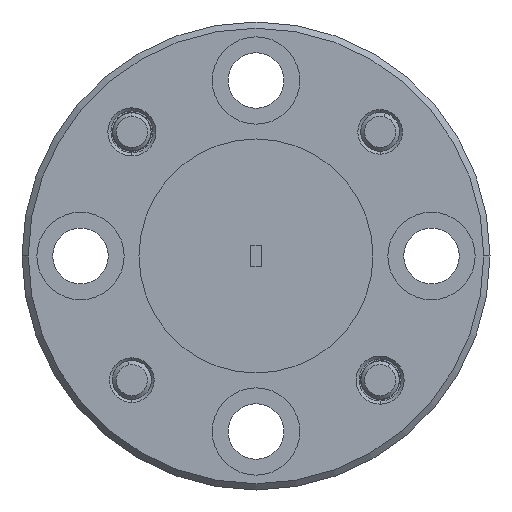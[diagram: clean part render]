
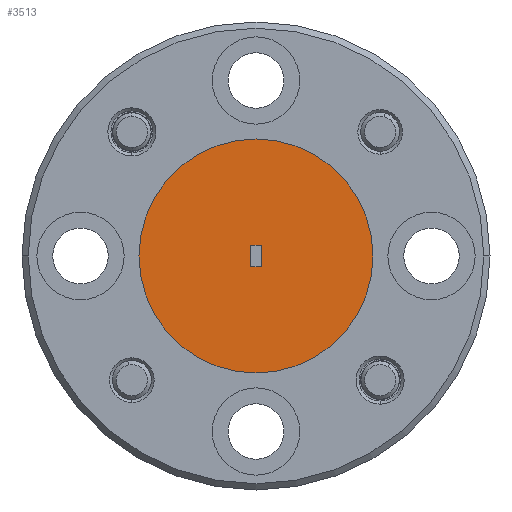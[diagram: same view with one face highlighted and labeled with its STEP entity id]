
A CAD part, left-side view. The second image highlights one B-rep face of the part: STEP entity #3513.
In plain terms, the highlighted planar face has unit normal (-1, 0, 0).
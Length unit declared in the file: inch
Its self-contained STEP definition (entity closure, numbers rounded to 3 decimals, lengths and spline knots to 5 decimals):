
#8 = VECTOR ( 'NONE', #1523, 39.37008 ) ;
#129 = VERTEX_POINT ( 'NONE', #1770 ) ;
#193 = ORIENTED_EDGE ( 'NONE', *, *, #2179, .T. ) ;
#231 = EDGE_CURVE ( 'NONE', #516, #1569, #2810, .T. ) ;
#257 = EDGE_CURVE ( 'NONE', #129, #516, #1567, .T. ) ;
#274 = DIRECTION ( 'NONE',  ( 0., 1., 0. ) ) ;
#280 = CIRCLE ( 'NONE', #2794, 0.1875 ) ;
#349 = DIRECTION ( 'NONE',  ( 0., 0., 1. ) ) ;
#410 = VECTOR ( 'NONE', #274, 39.37008 ) ;
#449 = DIRECTION ( 'NONE',  ( 0., -1., 0. ) ) ;
#481 = EDGE_CURVE ( 'NONE', #1268, #915, #280, .T. ) ;
#516 = VERTEX_POINT ( 'NONE', #1074 ) ;
#568 = VECTOR ( 'NONE', #3882, 39.37008 ) ;
#644 = CARTESIAN_POINT ( 'NONE',  ( -0.41391, 1.17456, -0.34372 ) ) ;
#810 = CARTESIAN_POINT ( 'NONE',  ( -0.41391, 0.97856, -0.32672 ) ) ;
#855 = ORIENTED_EDGE ( 'NONE', *, *, #231, .T. ) ;
#874 = VECTOR ( 'NONE', #349, 39.37008 ) ;
#915 = VERTEX_POINT ( 'NONE', #1771 ) ;
#998 = EDGE_LOOP ( 'NONE', ( #2323, #855, #3213, #193 ) ) ;
#1074 = CARTESIAN_POINT ( 'NONE',  ( -0.41391, 0.97856, -0.32672 ) ) ;
#1144 = PLANE ( 'NONE',  #3756 ) ;
#1268 = VERTEX_POINT ( 'NONE', #644 ) ;
#1446 = CARTESIAN_POINT ( 'NONE',  ( -0.41391, 0.99556, -0.36072 ) ) ;
#1474 = EDGE_CURVE ( 'NONE', #915, #1268, #2309, .T. ) ;
#1506 = EDGE_CURVE ( 'NONE', #1569, #3609, #1622, .T. ) ;
#1523 = DIRECTION ( 'NONE',  ( 0., -1., 0. ) ) ;
#1567 = LINE ( 'NONE', #810, #8 ) ;
#1569 = VERTEX_POINT ( 'NONE', #2948 ) ;
#1578 = DIRECTION ( 'NONE',  ( 1., 0., 0. ) ) ;
#1622 = LINE ( 'NONE', #3960, #410 ) ;
#1770 = CARTESIAN_POINT ( 'NONE',  ( -0.41391, 0.99556, -0.32672 ) ) ;
#1771 = CARTESIAN_POINT ( 'NONE',  ( -0.41391, 0.79956, -0.34372 ) ) ;
#1786 = LINE ( 'NONE', #1446, #874 ) ;
#1824 = FACE_OUTER_BOUND ( 'NONE', #2997, .T. ) ;
#2106 = DIRECTION ( 'NONE',  ( 1., 0., 0. ) ) ;
#2179 = EDGE_CURVE ( 'NONE', #3609, #129, #1786, .T. ) ;
#2280 = CARTESIAN_POINT ( 'NONE',  ( -0.41391, 0.98706, -0.34372 ) ) ;
#2309 = CIRCLE ( 'NONE', #4197, 0.1875 ) ;
#2323 = ORIENTED_EDGE ( 'NONE', *, *, #257, .T. ) ;
#2455 = DIRECTION ( 'NONE',  ( -1., 0., 0. ) ) ;
#2546 = ORIENTED_EDGE ( 'NONE', *, *, #1474, .F. ) ;
#2696 = CARTESIAN_POINT ( 'NONE',  ( -0.41391, 0.98706, -0.34372 ) ) ;
#2735 = ORIENTED_EDGE ( 'NONE', *, *, #481, .F. ) ;
#2794 = AXIS2_PLACEMENT_3D ( 'NONE', #2696, #2106, #3074 ) ;
#2810 = LINE ( 'NONE', #3519, #568 ) ;
#2898 = CARTESIAN_POINT ( 'NONE',  ( -0.41391, 0.99556, -0.36072 ) ) ;
#2948 = CARTESIAN_POINT ( 'NONE',  ( -0.41391, 0.97856, -0.36072 ) ) ;
#2997 = EDGE_LOOP ( 'NONE', ( #2735, #2546 ) ) ;
#3074 = DIRECTION ( 'NONE',  ( 0., 1., 0. ) ) ;
#3155 = CARTESIAN_POINT ( 'NONE',  ( -0.41391, 0.98706, -0.34372 ) ) ;
#3213 = ORIENTED_EDGE ( 'NONE', *, *, #1506, .T. ) ;
#3456 = FACE_BOUND ( 'NONE', #998, .T. ) ;
#3513 = ADVANCED_FACE ( 'NONE', ( #3456, #1824 ), #1144, .T. ) ;
#3519 = CARTESIAN_POINT ( 'NONE',  ( -0.41391, 0.97856, -0.36072 ) ) ;
#3609 = VERTEX_POINT ( 'NONE', #2898 ) ;
#3756 = AXIS2_PLACEMENT_3D ( 'NONE', #3155, #2455, #449 ) ;
#3882 = DIRECTION ( 'NONE',  ( 0., 0., -1. ) ) ;
#3898 = DIRECTION ( 'NONE',  ( 0., 1., 0. ) ) ;
#3960 = CARTESIAN_POINT ( 'NONE',  ( -0.41391, 0.97856, -0.36072 ) ) ;
#4197 = AXIS2_PLACEMENT_3D ( 'NONE', #2280, #1578, #3898 ) ;
